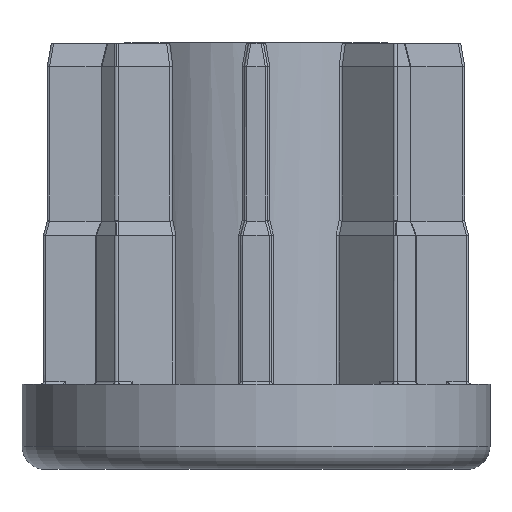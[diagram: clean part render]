
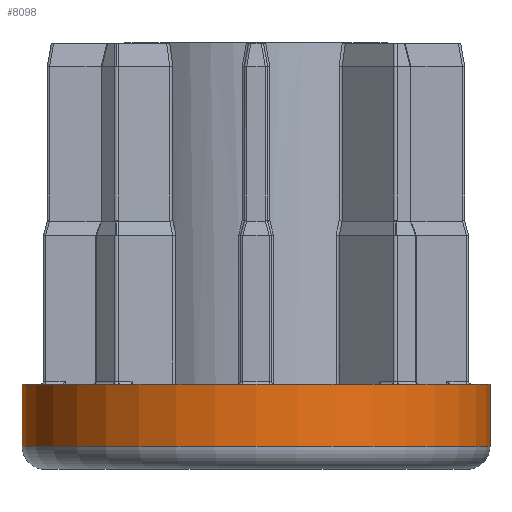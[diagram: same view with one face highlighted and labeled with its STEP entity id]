
A CAD part, front view. The second image highlights one B-rep face of the part: STEP entity #8098.
In plain terms, the highlighted cylindrical face has radius 30.15 mm (diameter 60.3 mm), a partial arc.
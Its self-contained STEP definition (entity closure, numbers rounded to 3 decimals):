
#93 = DIRECTION ( 'NONE',  ( 0., 0., -1. ) ) ;
#283 = VERTEX_POINT ( 'NONE', #6107 ) ;
#958 = FACE_OUTER_BOUND ( 'NONE', #10442, .T. ) ;
#978 = ORIENTED_EDGE ( 'NONE', *, *, #4043, .T. ) ;
#1143 = CARTESIAN_POINT ( 'NONE',  ( 30.15, 0., 11. ) ) ;
#1962 = DIRECTION ( 'NONE',  ( 0., 0., -1. ) ) ;
#2012 = CARTESIAN_POINT ( 'NONE',  ( 0., 0., 11. ) ) ;
#2281 = VECTOR ( 'NONE', #93, 1000. ) ;
#3196 = DIRECTION ( 'NONE',  ( 1., 0., 0. ) ) ;
#3510 = AXIS2_PLACEMENT_3D ( 'NONE', #11066, #5130, #11988 ) ;
#4043 = EDGE_CURVE ( 'NONE', #11849, #283, #11846, .T. ) ;
#5130 = DIRECTION ( 'NONE',  ( 0., 0., 1. ) ) ;
#5131 = ORIENTED_EDGE ( 'NONE', *, *, #6050, .F. ) ;
#5303 = CARTESIAN_POINT ( 'NONE',  ( 0., 0., 11. ) ) ;
#5572 = DIRECTION ( 'NONE',  ( 0., 0., -1. ) ) ;
#5889 = EDGE_CURVE ( 'NONE', #9459, #9775, #9749, .T. ) ;
#6050 = EDGE_CURVE ( 'NONE', #9775, #283, #8544, .T. ) ;
#6082 = EDGE_CURVE ( 'NONE', #9459, #11849, #12378, .T. ) ;
#6107 = CARTESIAN_POINT ( 'NONE',  ( 30.15, 0., 3. ) ) ;
#6151 = CYLINDRICAL_SURFACE ( 'NONE', #10401, 30.15 ) ;
#6704 = CARTESIAN_POINT ( 'NONE',  ( -30.15, 0., 11. ) ) ;
#6742 = ORIENTED_EDGE ( 'NONE', *, *, #6082, .T. ) ;
#7360 = DIRECTION ( 'NONE',  ( -1., 0., 0. ) ) ;
#7940 = VECTOR ( 'NONE', #5572, 1000. ) ;
#7943 = ORIENTED_EDGE ( 'NONE', *, *, #5889, .F. ) ;
#8098 = ADVANCED_FACE ( 'NONE', ( #958 ), #6151, .T. ) ;
#8323 = CARTESIAN_POINT ( 'NONE',  ( -30.15, 0., 3. ) ) ;
#8544 = LINE ( 'NONE', #1143, #7940 ) ;
#9317 = DIRECTION ( 'NONE',  ( 0., 0., 1. ) ) ;
#9459 = VERTEX_POINT ( 'NONE', #10980 ) ;
#9749 = CIRCLE ( 'NONE', #11559, 30.15 ) ;
#9775 = VERTEX_POINT ( 'NONE', #11267 ) ;
#10401 = AXIS2_PLACEMENT_3D ( 'NONE', #5303, #1962, #7360 ) ;
#10442 = EDGE_LOOP ( 'NONE', ( #5131, #7943, #6742, #978 ) ) ;
#10980 = CARTESIAN_POINT ( 'NONE',  ( -30.15, 0., 11. ) ) ;
#11066 = CARTESIAN_POINT ( 'NONE',  ( 0., 0., 3. ) ) ;
#11267 = CARTESIAN_POINT ( 'NONE',  ( 30.15, 0., 11. ) ) ;
#11559 = AXIS2_PLACEMENT_3D ( 'NONE', #2012, #9317, #3196 ) ;
#11846 = CIRCLE ( 'NONE', #3510, 30.15 ) ;
#11849 = VERTEX_POINT ( 'NONE', #8323 ) ;
#11988 = DIRECTION ( 'NONE',  ( 1., 0., 0. ) ) ;
#12378 = LINE ( 'NONE', #6704, #2281 ) ;
